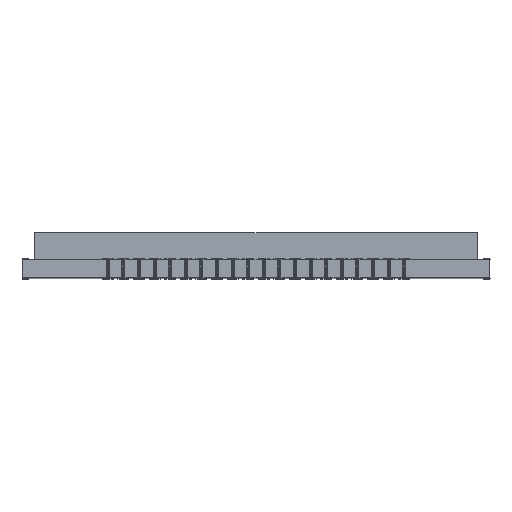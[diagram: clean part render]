
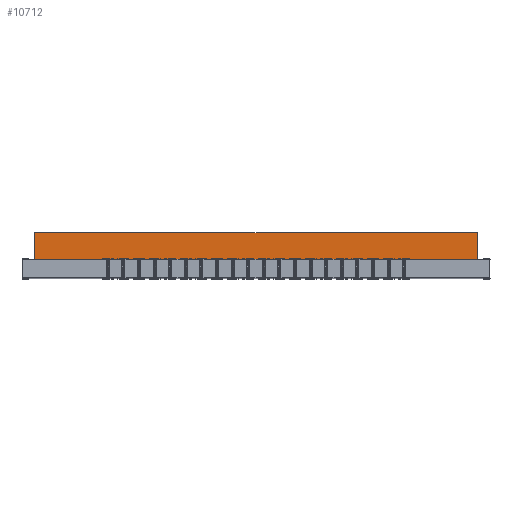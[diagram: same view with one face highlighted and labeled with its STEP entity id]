
A CAD part, top view. The second image highlights one B-rep face of the part: STEP entity #10712.
In plain terms, the highlighted planar face has unit normal (0, 0, 1).
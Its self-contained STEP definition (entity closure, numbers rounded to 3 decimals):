
#312 = DIRECTION ( 'NONE',  ( 0., 0., -1. ) ) ;
#558 = DIRECTION ( 'NONE',  ( 1., 0., 0. ) ) ;
#2846 = DIRECTION ( 'NONE',  ( 1., 0., 0. ) ) ;
#3105 = VERTEX_POINT ( 'NONE', #3236 ) ;
#3236 = CARTESIAN_POINT ( 'NONE',  ( -14.17, 2.9, 14.17 ) ) ;
#4200 = FACE_OUTER_BOUND ( 'NONE', #41042, .T. ) ;
#4722 = ORIENTED_EDGE ( 'NONE', *, *, #23151, .F. ) ;
#10261 = VECTOR ( 'NONE', #42210, 1000. ) ;
#10712 = ADVANCED_FACE ( 'NONE', ( #4200 ), #16946, .F. ) ;
#11777 = ORIENTED_EDGE ( 'NONE', *, *, #26034, .T. ) ;
#12392 = VECTOR ( 'NONE', #2846, 1000. ) ;
#13473 = DIRECTION ( 'NONE',  ( -1., 0., 0. ) ) ;
#16134 = VECTOR ( 'NONE', #558, 1000. ) ;
#16500 = DIRECTION ( 'NONE',  ( 0., -1., 0. ) ) ;
#16946 = PLANE ( 'NONE',  #18399 ) ;
#16976 = LINE ( 'NONE', #29709, #16134 ) ;
#18399 = AXIS2_PLACEMENT_3D ( 'NONE', #30094, #312, #13473 ) ;
#22487 = LINE ( 'NONE', #32417, #12392 ) ;
#23151 = EDGE_CURVE ( 'NONE', #29701, #27222, #26205, .T. ) ;
#23947 = CARTESIAN_POINT ( 'NONE',  ( 14.17, 1.2, 14.17 ) ) ;
#26034 = EDGE_CURVE ( 'NONE', #37219, #27222, #22487, .T. ) ;
#26205 = LINE ( 'NONE', #38756, #39010 ) ;
#26240 = CARTESIAN_POINT ( 'NONE',  ( -14.17, 2.9, 14.17 ) ) ;
#26448 = LINE ( 'NONE', #26240, #10261 ) ;
#26584 = ORIENTED_EDGE ( 'NONE', *, *, #34603, .F. ) ;
#27222 = VERTEX_POINT ( 'NONE', #23947 ) ;
#29130 = CARTESIAN_POINT ( 'NONE',  ( 14.17, 2.9, 14.17 ) ) ;
#29701 = VERTEX_POINT ( 'NONE', #29130 ) ;
#29709 = CARTESIAN_POINT ( 'NONE',  ( -14.17, 2.9, 14.17 ) ) ;
#30094 = CARTESIAN_POINT ( 'NONE',  ( -14.17, 2.9, 14.17 ) ) ;
#31057 = CARTESIAN_POINT ( 'NONE',  ( -14.17, 1.2, 14.17 ) ) ;
#32417 = CARTESIAN_POINT ( 'NONE',  ( -14.17, 1.2, 14.17 ) ) ;
#34603 = EDGE_CURVE ( 'NONE', #3105, #29701, #16976, .T. ) ;
#37219 = VERTEX_POINT ( 'NONE', #31057 ) ;
#38227 = ORIENTED_EDGE ( 'NONE', *, *, #39954, .T. ) ;
#38756 = CARTESIAN_POINT ( 'NONE',  ( 14.17, 2.9, 14.17 ) ) ;
#39010 = VECTOR ( 'NONE', #16500, 1000. ) ;
#39954 = EDGE_CURVE ( 'NONE', #3105, #37219, #26448, .T. ) ;
#41042 = EDGE_LOOP ( 'NONE', ( #11777, #4722, #26584, #38227 ) ) ;
#42210 = DIRECTION ( 'NONE',  ( 0., -1., 0. ) ) ;
